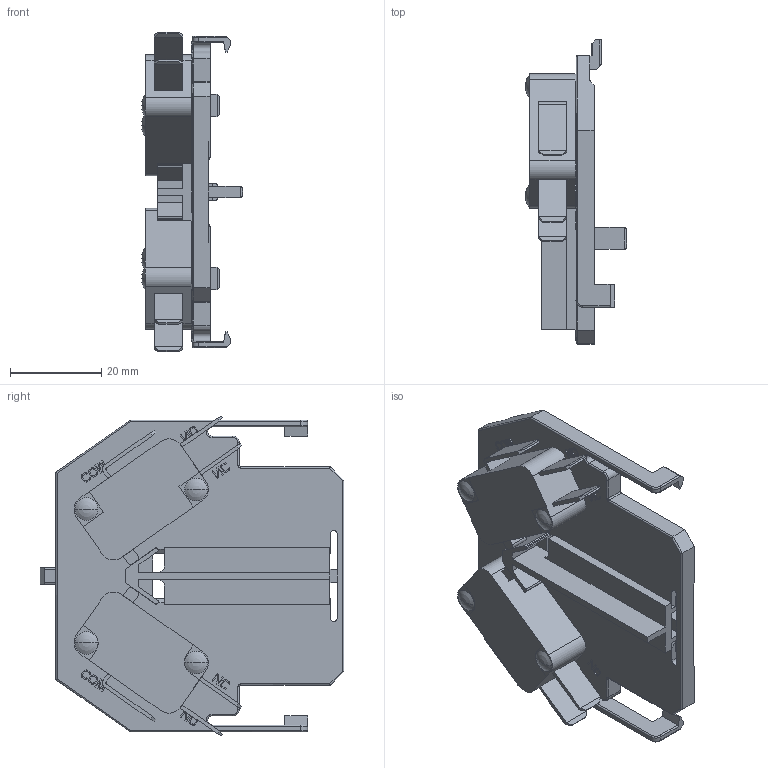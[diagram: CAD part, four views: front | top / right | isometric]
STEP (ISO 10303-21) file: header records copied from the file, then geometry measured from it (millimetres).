
FILE_DESCRIPTION((''),'2;1');
FILE_NAME('AX-10','2017-02-14T',('2214'),(''),'PRO/ENGINEER BY PARAMETRIC TECHNOLOGY CORPORATION, 2011080','PRO/ENGINEER BY PARAMETRIC TECHNOLOGY CORPORATION, 2011080','');
FILE_SCHEMA(('CONFIG_CONTROL_DESIGN','SHAPE_APPEARANCE_LAYERS_GROUPS'));
Length unit declared in the file: millimetre
Products named in the file (1): AX-10
Bounding box: 22.2 x 66.8 x 70.21 mm (x, y, z)
Volume: 8268.5 mm3; surface area: 18226.2 mm2
Topology: 1 solids, 3 shells, 1014 faces, 2819 edges, 1836 vertices
Faces by surface type: plane 795, cylinder 185, torus 18, sphere 8, cone 8
Entity records: 32141 total; most frequent: CARTESIAN_POINT 5991, ORIENTED_EDGE 5602, DIRECTION 5123, EDGE_CURVE 2803, VECTOR 2341, LINE 2341, VERTEX_POINT 1836, AXIS2_PLACEMENT_3D 1391
